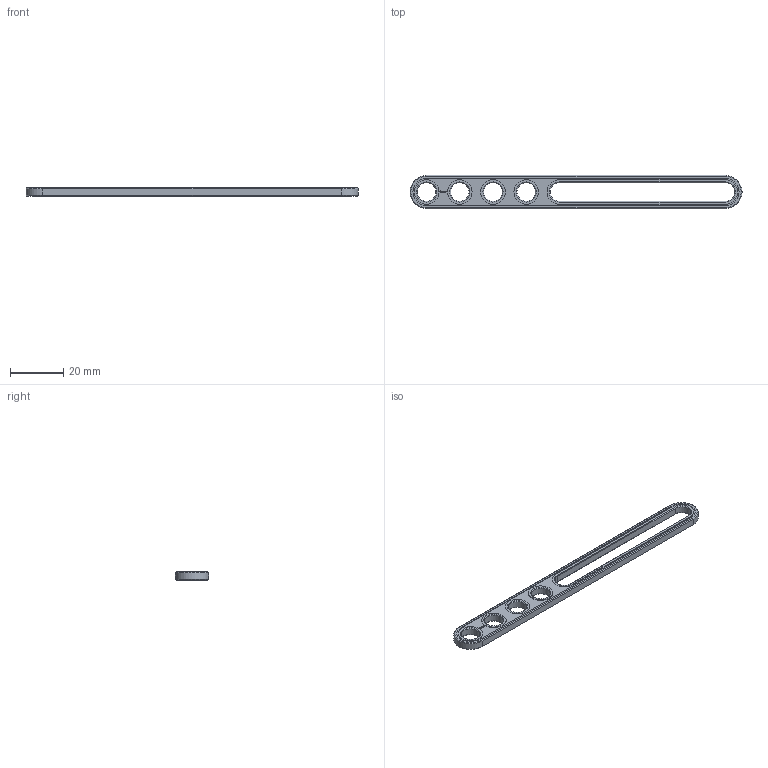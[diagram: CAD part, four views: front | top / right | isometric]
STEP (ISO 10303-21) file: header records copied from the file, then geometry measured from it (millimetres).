
FILE_DESCRIPTION(('FreeCAD Model'),'2;1');
FILE_NAME('Open CASCADE Shape Model','2021-02-25T21:52:16',( 'Paulo Kiefe'),('STEMFIE.org'),'Open CASCADE STEP processor 7.4', 'FreeCAD','Unknown');
FILE_SCHEMA(('AUTOMOTIVE_DESIGN { 1 0 10303 214 1 1 1 1 }'));
Length unit declared in the file: millimetre
Products named in the file (1): Brace_STR_SLT_SE_ERR_-_BU10x01x00.25x06_SPN-BRC-0154_(stemfie.org)
Bounding box: 125 x 12.5 x 3.12 mm (x, y, z)
Volume: 2697.4 mm3; surface area: 3290 mm2
Topology: 1 solids, 1 shells, 547 faces, 1498 edges, 992 vertices
Faces by surface type: plane 349, extrusion 166, cone 16, cylinder 16
Full cylindrical faces by diameter (mm): 7 x4, 9.2 x4
Entity records: 37909 total; most frequent: CARTESIAN_POINT 9139, DIRECTION 4634, VECTOR 3742, LINE 3576, ORIENTED_EDGE 2996, PCURVE 2996, DEFINITIONAL_REPRESENTATION 2996, EDGE_CURVE 1498
